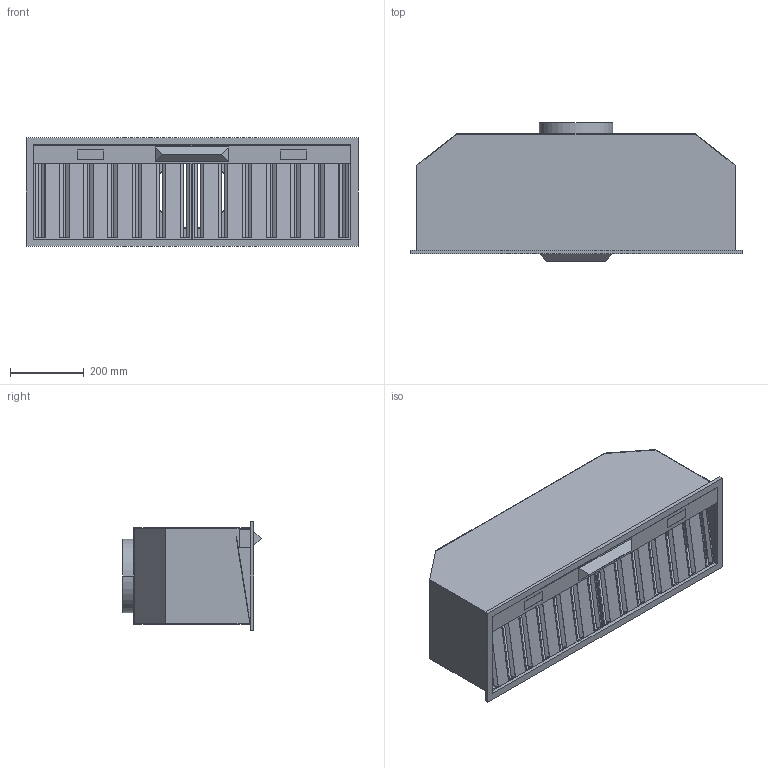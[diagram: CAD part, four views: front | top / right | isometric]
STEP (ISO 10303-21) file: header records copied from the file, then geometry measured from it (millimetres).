
FILE_DESCRIPTION((''),'2;1');
FILE_NAME('MSWX90','2022-04-27T',('seona'),(''),'CREO PARAMETRIC BY PTC INC, 2016260','CREO PARAMETRIC BY PTC INC, 2016260','');
FILE_SCHEMA(('CONFIG_CONTROL_DESIGN'));
Length unit declared in the file: millimetre
Products named in the file (1): MSWX90
Bounding box: 900 x 375 x 295 mm (x, y, z)
Volume: 3184748 mm3; surface area: 2458978.8 mm2
Topology: 4 solids, 4 shells, 256 faces, 669 edges, 426 vertices
Faces by surface type: plane 236, cylinder 20
Entity records: 7753 total; most frequent: CARTESIAN_POINT 1351, ORIENTED_EDGE 1338, DIRECTION 1221, EDGE_CURVE 669, VECTOR 629, LINE 629, VERTEX_POINT 426, AXIS2_PLACEMENT_3D 296
